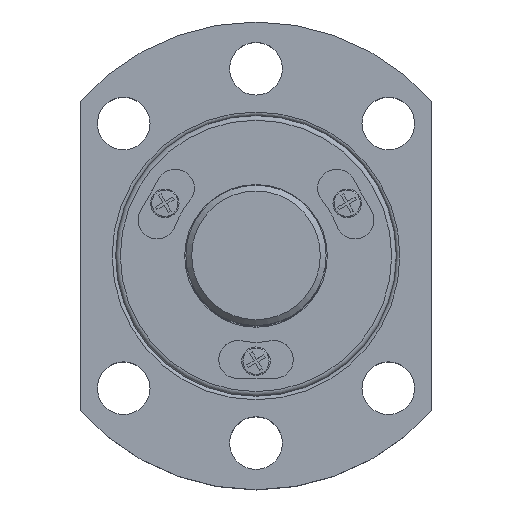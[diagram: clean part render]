
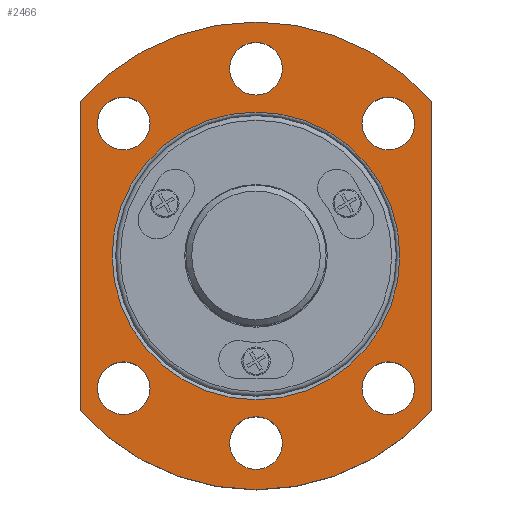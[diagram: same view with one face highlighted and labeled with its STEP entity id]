
A CAD part, top view. The second image highlights one B-rep face of the part: STEP entity #2466.
In plain terms, the highlighted planar face has unit normal (0, 0, 1).
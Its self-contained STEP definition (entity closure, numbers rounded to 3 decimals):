
#79=LINE('',#3830,#267);
#80=LINE('',#3831,#268);
#267=VECTOR('',#2968,1000.);
#268=VECTOR('',#2969,1000.);
#447=PLANE('',#2666);
#694=ORIENTED_EDGE('',*,*,#1391,.T.);
#695=ORIENTED_EDGE('',*,*,#1392,.T.);
#696=ORIENTED_EDGE('',*,*,#1387,.F.);
#697=ORIENTED_EDGE('',*,*,#1393,.T.);
#698=ORIENTED_EDGE('',*,*,#1383,.F.);
#699=ORIENTED_EDGE('',*,*,#1394,.T.);
#700=ORIENTED_EDGE('',*,*,#1395,.T.);
#701=ORIENTED_EDGE('',*,*,#1396,.T.);
#702=ORIENTED_EDGE('',*,*,#1397,.T.);
#703=ORIENTED_EDGE('',*,*,#1398,.T.);
#704=ORIENTED_EDGE('',*,*,#1399,.T.);
#1383=EDGE_CURVE('',#1732,#1733,#1939,.T.);
#1387=EDGE_CURVE('',#1736,#1737,#1941,.T.);
#1391=EDGE_CURVE('',#1740,#1740,#1943,.T.);
#1392=EDGE_CURVE('',#1741,#1741,#1944,.T.);
#1393=EDGE_CURVE('',#1736,#1733,#79,.T.);
#1394=EDGE_CURVE('',#1732,#1737,#80,.T.);
#1395=EDGE_CURVE('',#1742,#1742,#1945,.T.);
#1396=EDGE_CURVE('',#1743,#1743,#1946,.T.);
#1397=EDGE_CURVE('',#1744,#1744,#1947,.T.);
#1398=EDGE_CURVE('',#1745,#1745,#1948,.T.);
#1399=EDGE_CURVE('',#1746,#1746,#1949,.T.);
#1732=VERTEX_POINT('',#3809);
#1733=VERTEX_POINT('',#3810);
#1736=VERTEX_POINT('',#3818);
#1737=VERTEX_POINT('',#3819);
#1740=VERTEX_POINT('',#3827);
#1741=VERTEX_POINT('',#3829);
#1742=VERTEX_POINT('',#3833);
#1743=VERTEX_POINT('',#3835);
#1744=VERTEX_POINT('',#3837);
#1745=VERTEX_POINT('',#3839);
#1746=VERTEX_POINT('',#3841);
#1939=CIRCLE('',#2661,20.);
#1941=CIRCLE('',#2664,20.);
#1943=CIRCLE('',#2667,12.3);
#1944=CIRCLE('',#2668,2.25);
#1945=CIRCLE('',#2669,2.25);
#1946=CIRCLE('',#2670,2.25);
#1947=CIRCLE('',#2671,2.25);
#1948=CIRCLE('',#2672,2.25);
#1949=CIRCLE('',#2673,2.25);
#2022=EDGE_LOOP('',(#694));
#2023=EDGE_LOOP('',(#695));
#2024=EDGE_LOOP('',(#696,#697,#698,#699));
#2025=EDGE_LOOP('',(#700));
#2026=EDGE_LOOP('',(#701));
#2027=EDGE_LOOP('',(#702));
#2028=EDGE_LOOP('',(#703));
#2029=EDGE_LOOP('',(#704));
#2246=FACE_BOUND('',#2022,.T.);
#2247=FACE_BOUND('',#2023,.T.);
#2248=FACE_BOUND('',#2024,.T.);
#2249=FACE_BOUND('',#2025,.T.);
#2250=FACE_BOUND('',#2026,.T.);
#2251=FACE_BOUND('',#2027,.T.);
#2252=FACE_BOUND('',#2028,.T.);
#2253=FACE_BOUND('',#2029,.T.);
#2466=ADVANCED_FACE('',(#2246,#2247,#2248,#2249,#2250,#2251,#2252,#2253),
#447,.T.);
#2661=AXIS2_PLACEMENT_3D('',#3808,#2948,#2949);
#2664=AXIS2_PLACEMENT_3D('',#3817,#2956,#2957);
#2666=AXIS2_PLACEMENT_3D('',#3825,#2962,#2963);
#2667=AXIS2_PLACEMENT_3D('',#3826,#2964,#2965);
#2668=AXIS2_PLACEMENT_3D('',#3828,#2966,#2967);
#2669=AXIS2_PLACEMENT_3D('',#3832,#2970,#2971);
#2670=AXIS2_PLACEMENT_3D('',#3834,#2972,#2973);
#2671=AXIS2_PLACEMENT_3D('',#3836,#2974,#2975);
#2672=AXIS2_PLACEMENT_3D('',#3838,#2976,#2977);
#2673=AXIS2_PLACEMENT_3D('',#3840,#2978,#2979);
#2948=DIRECTION('',(0.,0.,-1.));
#2949=DIRECTION('',(-1.,0.,0.));
#2956=DIRECTION('',(0.,0.,-1.));
#2957=DIRECTION('',(-1.,0.,0.));
#2962=DIRECTION('',(0.,0.,1.));
#2963=DIRECTION('',(1.,0.,0.));
#2964=DIRECTION('',(0.,0.,-1.));
#2965=DIRECTION('',(-1.,0.,0.));
#2966=DIRECTION('',(0.,0.,-1.));
#2967=DIRECTION('',(-1.,0.,0.));
#2968=DIRECTION('',(0.,-1.,0.));
#2969=DIRECTION('',(0.,1.,0.));
#2970=DIRECTION('',(0.,0.,-1.));
#2971=DIRECTION('',(-1.,0.,0.));
#2972=DIRECTION('',(0.,0.,-1.));
#2973=DIRECTION('',(-1.,0.,0.));
#2974=DIRECTION('',(0.,0.,-1.));
#2975=DIRECTION('',(-1.,0.,0.));
#2976=DIRECTION('',(0.,0.,-1.));
#2977=DIRECTION('',(-1.,0.,0.));
#2978=DIRECTION('',(0.,0.,-1.));
#2979=DIRECTION('',(-1.,0.,0.));
#3808=CARTESIAN_POINT('',(0.,0.,48.5));
#3809=CARTESIAN_POINT('',(15.,-13.229,48.5));
#3810=CARTESIAN_POINT('',(-15.,-13.229,48.5));
#3817=CARTESIAN_POINT('',(0.,0.,48.5));
#3818=CARTESIAN_POINT('',(-15.,13.229,48.5));
#3819=CARTESIAN_POINT('',(15.,13.229,48.5));
#3825=CARTESIAN_POINT('',(0.,20.,48.5));
#3826=CARTESIAN_POINT('',(0.,0.,48.5));
#3827=CARTESIAN_POINT('',(-12.3,0.,48.5));
#3828=CARTESIAN_POINT('',(0.,16.,48.5));
#3829=CARTESIAN_POINT('',(-2.25,16.,48.5));
#3830=CARTESIAN_POINT('',(-15.,25.,48.5));
#3831=CARTESIAN_POINT('',(15.,-25.,48.5));
#3832=CARTESIAN_POINT('',(-11.314,-11.314,48.5));
#3833=CARTESIAN_POINT('',(-13.564,-11.314,48.5));
#3834=CARTESIAN_POINT('',(0.,-16.,48.5));
#3835=CARTESIAN_POINT('',(-2.25,-16.,48.5));
#3836=CARTESIAN_POINT('',(11.314,-11.314,48.5));
#3837=CARTESIAN_POINT('',(9.064,-11.314,48.5));
#3838=CARTESIAN_POINT('',(-11.314,11.314,48.5));
#3839=CARTESIAN_POINT('',(-13.564,11.314,48.5));
#3840=CARTESIAN_POINT('',(11.314,11.314,48.5));
#3841=CARTESIAN_POINT('',(9.064,11.314,48.5));
